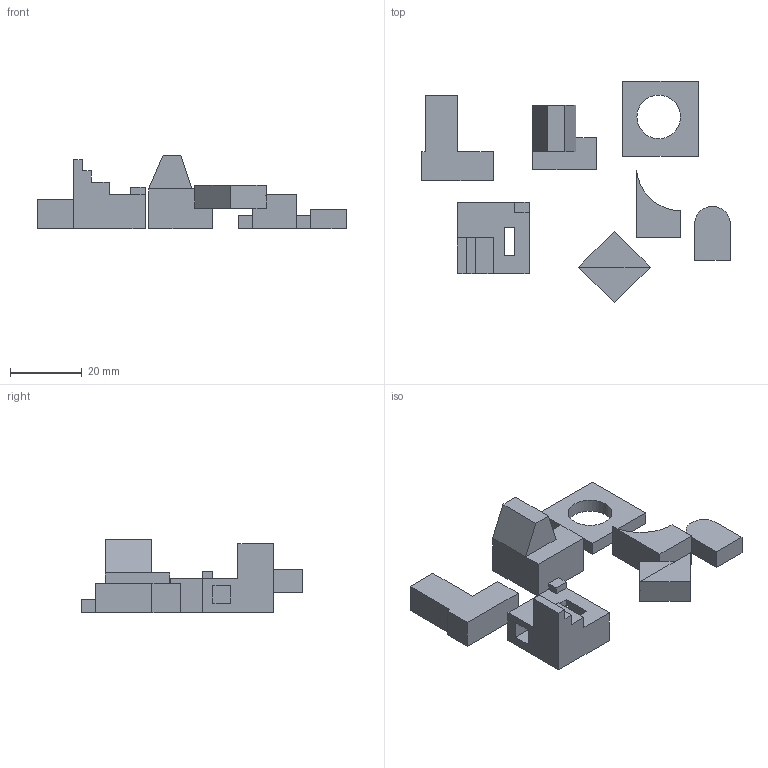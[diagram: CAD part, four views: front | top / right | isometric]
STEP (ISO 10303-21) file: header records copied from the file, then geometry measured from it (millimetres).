
FILE_DESCRIPTION(('STEP AP214'),'1');
FILE_NAME('three_objects_steps_depression_oblique_cyl.stp','2019-10-07T10:52:21',(' '),(' '),'Spatial InterOp 3D',' ',' ');
FILE_SCHEMA(('AUTOMOTIVE_DESIGN { 1 0 10303 214 1 1 1 1 }'));
Length unit declared in the file: metre
Products named in the file (8): three_objects_steps_depression_oblique_cyl; Design2; three_objects_steps_depressions; Component1; Component2; Component3; three_objects_steps_depression_oblique; Design3
Assembly tree (7 placements, depth 4):
  three_objects_steps_depression_oblique_cyl
    Design2
    three_objects_steps_depression_oblique
      three_objects_steps_depressions
        Component1
        Component2
        Component3
      Design3
Bounding box: 86.18 x 61.95 x 20.57 mm (x, y, z)
Volume: 14375.8 mm3; surface area: 8524.9 mm2
Topology: 7 solids, 7 shells, 76 faces, 188 edges, 124 vertices
Faces by surface type: plane 72, cylinder 4
Entity records: 2462 total; most frequent: CARTESIAN_POINT 398, ORIENTED_EDGE 376, DIRECTION 368, EDGE_CURVE 188, LINE 180, VECTOR 180, VERTEX_POINT 124, AXIS2_PLACEMENT_3D 94
